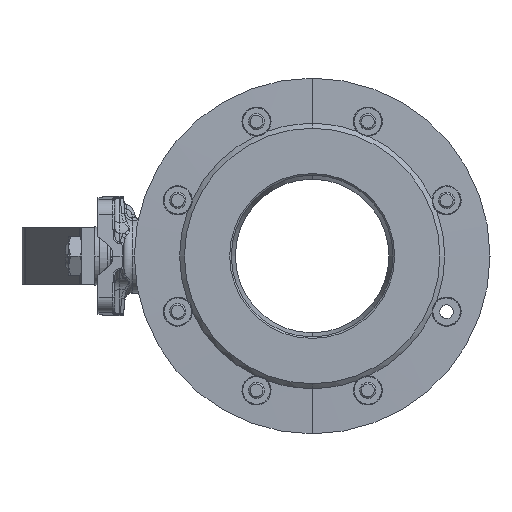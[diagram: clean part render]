
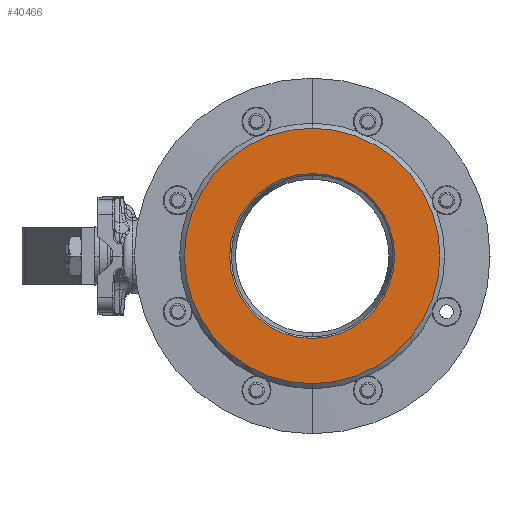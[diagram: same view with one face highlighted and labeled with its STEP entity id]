
A CAD part, left-side view. The second image highlights one B-rep face of the part: STEP entity #40466.
In plain terms, the highlighted planar face has unit normal (-1, 0, 0).
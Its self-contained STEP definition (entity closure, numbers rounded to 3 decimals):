
#4771 = FACE_BOUND ( 'NONE', #40469, .T. ) ;
#4841 = DIRECTION ( 'NONE',  ( 0., 0., -1. ) ) ;
#4842 = DIRECTION ( 'NONE',  ( 1., 0., 0. ) ) ;
#4843 = CARTESIAN_POINT ( 'NONE',  ( -99., 50., 0. ) ) ;
#4844 = AXIS2_PLACEMENT_3D ( 'NONE', #4843, #4842, #4841 ) ;
#4846 = PLANE ( 'NONE',  #4844 ) ;
#4847 = FACE_OUTER_BOUND ( 'NONE', #40576, .T. ) ;
#5058 = DIRECTION ( 'NONE',  ( 0., 0., 1. ) ) ;
#5059 = DIRECTION ( 'NONE',  ( -1., 0., 0. ) ) ;
#5060 = CARTESIAN_POINT ( 'NONE',  ( -99., 0., 0. ) ) ;
#5061 = AXIS2_PLACEMENT_3D ( 'NONE', #5060, #5059, #5058 ) ;
#5062 = CIRCLE ( 'NONE', #5061, 79. ) ;
#5063 = DIRECTION ( 'NONE',  ( 0., 0., -1. ) ) ;
#5064 = DIRECTION ( 'NONE',  ( 1., 0., 0. ) ) ;
#5065 = CARTESIAN_POINT ( 'NONE',  ( -99., 0., 0. ) ) ;
#5066 = AXIS2_PLACEMENT_3D ( 'NONE', #5065, #5064, #5063 ) ;
#5067 = CIRCLE ( 'NONE', #5066, 51. ) ;
#5826 = CARTESIAN_POINT ( 'NONE',  ( -99., 0., 79. ) ) ;
#5827 = DIRECTION ( 'NONE',  ( 0., 0., 1. ) ) ;
#5828 = DIRECTION ( 'NONE',  ( -1., 0., 0. ) ) ;
#5829 = CARTESIAN_POINT ( 'NONE',  ( -99., 0., 0. ) ) ;
#5830 = AXIS2_PLACEMENT_3D ( 'NONE', #5829, #5828, #5827 ) ;
#5831 = CIRCLE ( 'NONE', #5830, 79. ) ;
#5832 = CARTESIAN_POINT ( 'NONE',  ( -99., 0., -79. ) ) ;
#33503 = VERTEX_POINT ( 'NONE', #45923 ) ;
#33531 = VERTEX_POINT ( 'NONE', #46048 ) ;
#33541 = EDGE_CURVE ( 'NONE', #33503, #33531, #46029, .T. ) ;
#40466 = ADVANCED_FACE ( 'NONE', ( #4771, #4847 ), #4846, .F. ) ;
#40469 = EDGE_LOOP ( 'NONE', ( #40566, #40568 ) ) ;
#40566 = ORIENTED_EDGE ( 'NONE', *, *, #33541, .T. ) ;
#40568 = ORIENTED_EDGE ( 'NONE', *, *, #40570, .T. ) ;
#40570 = EDGE_CURVE ( 'NONE', #33531, #33503, #5067, .T. ) ;
#40572 = ORIENTED_EDGE ( 'NONE', *, *, #40574, .T. ) ;
#40574 = EDGE_CURVE ( 'NONE', #52182, #52188, #5062, .T. ) ;
#40576 = EDGE_LOOP ( 'NONE', ( #40572, #40603 ) ) ;
#40603 = ORIENTED_EDGE ( 'NONE', *, *, #52184, .T. ) ;
#45923 = CARTESIAN_POINT ( 'NONE',  ( -99., 0., 51. ) ) ;
#46025 = DIRECTION ( 'NONE',  ( 0., 0., -1. ) ) ;
#46026 = DIRECTION ( 'NONE',  ( 1., 0., 0. ) ) ;
#46027 = CARTESIAN_POINT ( 'NONE',  ( -99., 0., 0. ) ) ;
#46028 = AXIS2_PLACEMENT_3D ( 'NONE', #46027, #46026, #46025 ) ;
#46029 = CIRCLE ( 'NONE', #46028, 51. ) ;
#46048 = CARTESIAN_POINT ( 'NONE',  ( -99., 0., -51. ) ) ;
#52182 = VERTEX_POINT ( 'NONE', #5832 ) ;
#52184 = EDGE_CURVE ( 'NONE', #52188, #52182, #5831, .T. ) ;
#52188 = VERTEX_POINT ( 'NONE', #5826 ) ;
